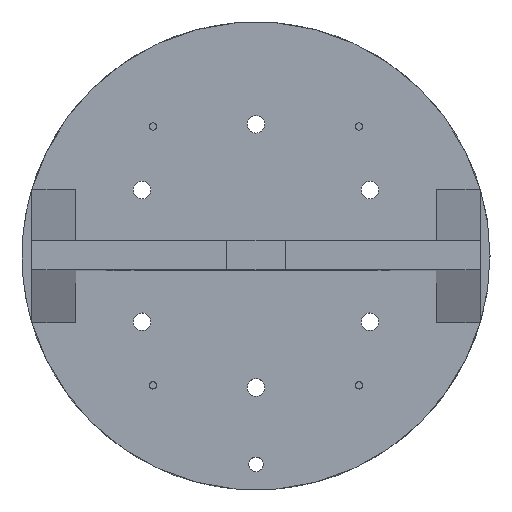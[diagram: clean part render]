
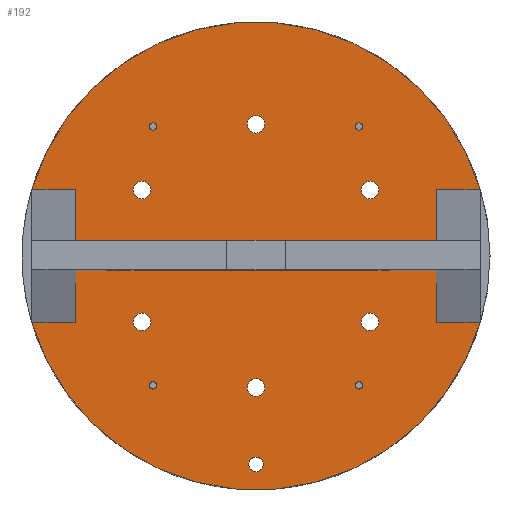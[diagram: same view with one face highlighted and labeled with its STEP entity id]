
A CAD part, top view. The second image highlights one B-rep face of the part: STEP entity #192.
In plain terms, the highlighted planar face has unit normal (0, 0, 1).
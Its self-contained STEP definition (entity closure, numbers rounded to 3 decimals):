
#192=ADVANCED_FACE('',(#733,#735,#737,#739,#741,#743,#745,#747,#749,#751,#753,#755,
#757),#759,.T.);
#733=FACE_BOUND('',#734,.T.);
#734=EDGE_LOOP('',(#1225,#1226,#1227,#1228,#1229,#1230,#1231,#1232,#1233,#1234,#1235,
#1236,#1237,#1238,#1239,#1240));
#735=FACE_BOUND('',#736,.T.);
#736=EDGE_LOOP('',(#1241));
#737=FACE_BOUND('',#738,.T.);
#738=EDGE_LOOP('',(#1242));
#739=FACE_BOUND('',#740,.T.);
#740=EDGE_LOOP('',(#1243));
#741=FACE_BOUND('',#742,.T.);
#742=EDGE_LOOP('',(#1244));
#743=FACE_BOUND('',#744,.T.);
#744=EDGE_LOOP('',(#1245));
#745=FACE_BOUND('',#746,.T.);
#746=EDGE_LOOP('',(#1246));
#747=FACE_BOUND('',#748,.T.);
#748=EDGE_LOOP('',(#1247));
#749=FACE_BOUND('',#750,.T.);
#750=EDGE_LOOP('',(#1248));
#751=FACE_BOUND('',#752,.T.);
#752=EDGE_LOOP('',(#1249));
#753=FACE_BOUND('',#754,.T.);
#754=EDGE_LOOP('',(#1250));
#755=FACE_BOUND('',#756,.T.);
#756=EDGE_LOOP('',(#1251));
#757=FACE_BOUND('',#758,.T.);
#758=EDGE_LOOP('',(#1252));
#759=PLANE('',#760);
#760=AXIS2_PLACEMENT_3D('',#761,#762,#763);
#761=CARTESIAN_POINT('',(0.,0.,10.));
#762=DIRECTION('',(0.,0.,1.));
#763=DIRECTION('',(-1.,0.,0.));
#1225=ORIENTED_EDGE('',*,*,#1402,.T.);
#1226=ORIENTED_EDGE('',*,*,#1417,.F.);
#1227=ORIENTED_EDGE('',*,*,#1390,.F.);
#1228=ORIENTED_EDGE('',*,*,#1418,.F.);
#1229=ORIENTED_EDGE('',*,*,#1419,.F.);
#1230=ORIENTED_EDGE('',*,*,#1420,.F.);
#1231=ORIENTED_EDGE('',*,*,#1406,.F.);
#1232=ORIENTED_EDGE('',*,*,#1421,.T.);
#1233=ORIENTED_EDGE('',*,*,#1410,.F.);
#1234=ORIENTED_EDGE('',*,*,#1422,.F.);
#1235=ORIENTED_EDGE('',*,*,#1423,.F.);
#1236=ORIENTED_EDGE('',*,*,#1424,.F.);
#1237=ORIENTED_EDGE('',*,*,#1386,.F.);
#1238=ORIENTED_EDGE('',*,*,#1416,.F.);
#1239=ORIENTED_EDGE('',*,*,#1415,.T.);
#1240=ORIENTED_EDGE('',*,*,#1425,.T.);
#1241=ORIENTED_EDGE('',*,*,#1426,.T.);
#1242=ORIENTED_EDGE('',*,*,#1427,.T.);
#1243=ORIENTED_EDGE('',*,*,#1428,.T.);
#1244=ORIENTED_EDGE('',*,*,#1429,.T.);
#1245=ORIENTED_EDGE('',*,*,#1430,.T.);
#1246=ORIENTED_EDGE('',*,*,#1431,.T.);
#1247=ORIENTED_EDGE('',*,*,#1432,.T.);
#1248=ORIENTED_EDGE('',*,*,#1433,.T.);
#1249=ORIENTED_EDGE('',*,*,#1434,.T.);
#1250=ORIENTED_EDGE('',*,*,#1435,.T.);
#1251=ORIENTED_EDGE('',*,*,#1436,.T.);
#1252=ORIENTED_EDGE('',*,*,#1437,.T.);
#1386=EDGE_CURVE('',#1517,#1519,#1520,.T.);
#1390=EDGE_CURVE('',#1525,#1527,#1528,.T.);
#1402=EDGE_CURVE('',#1550,#1548,#1551,.T.);
#1406=EDGE_CURVE('',#1553,#1556,#1557,.T.);
#1410=EDGE_CURVE('',#1562,#1564,#1565,.T.);
#1415=EDGE_CURVE('',#1570,#1567,#1572,.T.);
#1416=EDGE_CURVE('',#1570,#1517,#1573,.T.);
#1417=EDGE_CURVE('',#1527,#1548,#1574,.T.);
#1418=EDGE_CURVE('',#1575,#1525,#1576,.T.);
#1419=EDGE_CURVE('',#1577,#1575,#1578,.T.);
#1420=EDGE_CURVE('',#1556,#1577,#1579,.T.);
#1421=EDGE_CURVE('',#1553,#1564,#1580,.T.);
#1422=EDGE_CURVE('',#1581,#1562,#1582,.T.);
#1423=EDGE_CURVE('',#1583,#1581,#1584,.T.);
#1424=EDGE_CURVE('',#1519,#1583,#1585,.T.);
#1425=EDGE_CURVE('',#1567,#1550,#1586,.T.);
#1426=EDGE_CURVE('',#1587,#1587,#1588,.F.);
#1427=EDGE_CURVE('',#1589,#1589,#1590,.F.);
#1428=EDGE_CURVE('',#1591,#1591,#1592,.F.);
#1429=EDGE_CURVE('',#1593,#1593,#1594,.F.);
#1430=EDGE_CURVE('',#1595,#1595,#1596,.F.);
#1431=EDGE_CURVE('',#1597,#1597,#1598,.F.);
#1432=EDGE_CURVE('',#1599,#1599,#1600,.F.);
#1433=EDGE_CURVE('',#1601,#1601,#1602,.F.);
#1434=EDGE_CURVE('',#1603,#1603,#1604,.F.);
#1435=EDGE_CURVE('',#1605,#1605,#1606,.F.);
#1436=EDGE_CURVE('',#1607,#1607,#1608,.F.);
#1437=EDGE_CURVE('',#1609,#1609,#1610,.F.);
#1517=VERTEX_POINT('',#1771);
#1519=VERTEX_POINT('',#1775);
#1520=LINE('',#1776,#1777);
#1525=VERTEX_POINT('',#1787);
#1527=VERTEX_POINT('',#1791);
#1528=LINE('',#1792,#1793);
#1548=VERTEX_POINT('',#1843);
#1550=VERTEX_POINT('',#1847);
#1551=LINE('',#1848,#1849);
#1553=VERTEX_POINT('',#1854);
#1556=VERTEX_POINT('',#1861);
#1557=LINE('',#1862,#1863);
#1562=VERTEX_POINT('',#1873);
#1564=VERTEX_POINT('',#1877);
#1565=LINE('',#1878,#1879);
#1567=VERTEX_POINT('',#1884);
#1570=VERTEX_POINT('',#1891);
#1572=LINE('',#1895,#1896);
#1573=LINE('',#1898,#1899);
#1574=LINE('',#1901,#1902);
#1575=VERTEX_POINT('',#1904);
#1576=LINE('',#1905,#1906);
#1577=VERTEX_POINT('',#1908);
#1578=LINE('',#1909,#1910);
#1579=LINE('',#1912,#1913);
#1580=CIRCLE('',#1915,80.);
#1581=VERTEX_POINT('',#1919);
#1582=LINE('',#1920,#1921);
#1583=VERTEX_POINT('',#1923);
#1584=LINE('',#1924,#1925);
#1585=LINE('',#1927,#1928);
#1586=CIRCLE('',#1930,80.);
#1587=VERTEX_POINT('',#1934);
#1588=CIRCLE('',#1935,3.);
#1589=VERTEX_POINT('',#1939);
#1590=CIRCLE('',#1940,3.);
#1591=VERTEX_POINT('',#1944);
#1592=CIRCLE('',#1945,3.);
#1593=VERTEX_POINT('',#1949);
#1594=CIRCLE('',#1950,3.);
#1595=VERTEX_POINT('',#1954);
#1596=CIRCLE('',#1955,3.);
#1597=VERTEX_POINT('',#1959);
#1598=CIRCLE('',#1960,3.);
#1599=VERTEX_POINT('',#1964);
#1600=CIRCLE('',#1965,3.);
#1601=VERTEX_POINT('',#1969);
#1602=CIRCLE('',#1970,1.25);
#1603=VERTEX_POINT('',#1974);
#1604=CIRCLE('',#1975,1.25);
#1605=VERTEX_POINT('',#1979);
#1606=CIRCLE('',#1980,1.25);
#1607=VERTEX_POINT('',#1984);
#1608=CIRCLE('',#1985,1.25);
#1609=VERTEX_POINT('',#1989);
#1610=CIRCLE('',#1990,2.5);
#1771=CARTESIAN_POINT('',(-61.683,-4.997,10.));
#1775=CARTESIAN_POINT('',(-41.683,-4.997,10.));
#1776=CARTESIAN_POINT('',(-61.683,-4.997,10.));
#1777=VECTOR('',#1778,1.);
#1778=DIRECTION('',(1.,0.,0.));
#1787=CARTESIAN_POINT('',(41.683,-4.997,10.));
#1791=CARTESIAN_POINT('',(61.683,-4.997,10.));
#1792=CARTESIAN_POINT('',(41.683,-4.997,10.));
#1793=VECTOR('',#1794,1.);
#1794=DIRECTION('',(1.,0.,0.));
#1843=CARTESIAN_POINT('',(61.683,-22.796,10.));
#1847=CARTESIAN_POINT('',(76.683,-22.796,10.));
#1848=CARTESIAN_POINT('',(76.683,-22.796,10.));
#1849=VECTOR('',#1850,1.);
#1850=DIRECTION('',(-1.,0.,0.));
#1854=CARTESIAN_POINT('',(76.683,22.796,10.));
#1861=CARTESIAN_POINT('',(61.683,22.796,10.));
#1862=CARTESIAN_POINT('',(76.683,22.796,10.));
#1863=VECTOR('',#1864,1.);
#1864=DIRECTION('',(-1.,0.,0.));
#1873=CARTESIAN_POINT('',(-61.683,22.796,10.));
#1877=CARTESIAN_POINT('',(-76.683,22.796,10.));
#1878=CARTESIAN_POINT('',(-61.683,22.796,10.));
#1879=VECTOR('',#1880,1.);
#1880=DIRECTION('',(-1.,0.,0.));
#1884=CARTESIAN_POINT('',(-76.683,-22.796,10.));
#1891=CARTESIAN_POINT('',(-61.683,-22.796,10.));
#1895=CARTESIAN_POINT('',(-61.683,-22.796,10.));
#1896=VECTOR('',#1897,1.);
#1897=DIRECTION('',(-1.,0.,0.));
#1898=CARTESIAN_POINT('',(-61.683,-22.796,10.));
#1899=VECTOR('',#1900,1.);
#1900=DIRECTION('',(0.,1.,0.));
#1901=CARTESIAN_POINT('',(61.683,-4.997,10.));
#1902=VECTOR('',#1903,1.);
#1903=DIRECTION('',(0.,-1.,0.));
#1904=CARTESIAN_POINT('',(41.683,5.003,10.));
#1905=CARTESIAN_POINT('',(41.683,5.003,10.));
#1906=VECTOR('',#1907,1.);
#1907=DIRECTION('',(0.,-1.,0.));
#1908=CARTESIAN_POINT('',(61.683,5.003,10.));
#1909=CARTESIAN_POINT('',(61.683,5.003,10.));
#1910=VECTOR('',#1911,1.);
#1911=DIRECTION('',(-1.,0.,0.));
#1912=CARTESIAN_POINT('',(61.683,22.796,10.));
#1913=VECTOR('',#1914,1.);
#1914=DIRECTION('',(0.,-1.,0.));
#1915=AXIS2_PLACEMENT_3D('',#1916,#1917,#1918);
#1916=CARTESIAN_POINT('',(0.,0.,10.));
#1917=DIRECTION('',(0.,0.,1.));
#1918=DIRECTION('',(0.959,0.285,0.));
#1919=CARTESIAN_POINT('',(-61.683,5.003,10.));
#1920=CARTESIAN_POINT('',(-61.683,5.003,10.));
#1921=VECTOR('',#1922,1.);
#1922=DIRECTION('',(0.,1.,0.));
#1923=CARTESIAN_POINT('',(-41.683,5.003,10.));
#1924=CARTESIAN_POINT('',(-41.683,5.003,10.));
#1925=VECTOR('',#1926,1.);
#1926=DIRECTION('',(-1.,0.,0.));
#1927=CARTESIAN_POINT('',(-41.683,-4.997,10.));
#1928=VECTOR('',#1929,1.);
#1929=DIRECTION('',(0.,1.,0.));
#1930=AXIS2_PLACEMENT_3D('',#1931,#1932,#1933);
#1931=CARTESIAN_POINT('',(0.,0.,10.));
#1932=DIRECTION('',(0.,0.,1.));
#1933=DIRECTION('',(-0.959,-0.285,0.));
#1934=CARTESIAN_POINT('',(-3.,0.,10.));
#1935=AXIS2_PLACEMENT_3D('',#1936,#1937,#1938);
#1936=CARTESIAN_POINT('',(0.,0.,10.));
#1937=DIRECTION('',(0.,0.,1.));
#1938=DIRECTION('',(-1.,0.,0.));
#1939=CARTESIAN_POINT('',(-3.,-45.,10.));
#1940=AXIS2_PLACEMENT_3D('',#1941,#1942,#1943);
#1941=CARTESIAN_POINT('',(0.,-45.,10.));
#1942=DIRECTION('',(0.,0.,1.));
#1943=DIRECTION('',(-1.,0.,0.));
#1944=CARTESIAN_POINT('',(-41.971,-22.5,10.));
#1945=AXIS2_PLACEMENT_3D('',#1946,#1947,#1948);
#1946=CARTESIAN_POINT('',(-38.971,-22.5,10.));
#1947=DIRECTION('',(0.,0.,1.));
#1948=DIRECTION('',(-1.,0.,0.));
#1949=CARTESIAN_POINT('',(-41.971,22.5,10.));
#1950=AXIS2_PLACEMENT_3D('',#1951,#1952,#1953);
#1951=CARTESIAN_POINT('',(-38.971,22.5,10.));
#1952=DIRECTION('',(0.,0.,1.));
#1953=DIRECTION('',(-1.,0.,0.));
#1954=CARTESIAN_POINT('',(35.971,22.5,10.));
#1955=AXIS2_PLACEMENT_3D('',#1956,#1957,#1958);
#1956=CARTESIAN_POINT('',(38.971,22.5,10.));
#1957=DIRECTION('',(0.,0.,1.));
#1958=DIRECTION('',(-1.,0.,0.));
#1959=CARTESIAN_POINT('',(-3.,45.,10.));
#1960=AXIS2_PLACEMENT_3D('',#1961,#1962,#1963);
#1961=CARTESIAN_POINT('',(0.,45.,10.));
#1962=DIRECTION('',(0.,0.,1.));
#1963=DIRECTION('',(-1.,0.,0.));
#1964=CARTESIAN_POINT('',(35.971,-22.5,10.));
#1965=AXIS2_PLACEMENT_3D('',#1966,#1967,#1968);
#1966=CARTESIAN_POINT('',(38.971,-22.5,10.));
#1967=DIRECTION('',(0.,0.,1.));
#1968=DIRECTION('',(-1.,0.,0.));
#1969=CARTESIAN_POINT('',(34.,44.25,10.));
#1970=AXIS2_PLACEMENT_3D('',#1971,#1972,#1973);
#1971=CARTESIAN_POINT('',(35.25,44.25,10.));
#1972=DIRECTION('',(0.,0.,1.));
#1973=DIRECTION('',(-1.,0.,0.));
#1974=CARTESIAN_POINT('',(-36.5,44.25,10.));
#1975=AXIS2_PLACEMENT_3D('',#1976,#1977,#1978);
#1976=CARTESIAN_POINT('',(-35.25,44.25,10.));
#1977=DIRECTION('',(0.,0.,1.));
#1978=DIRECTION('',(-1.,0.,0.));
#1979=CARTESIAN_POINT('',(-36.5,-44.25,10.));
#1980=AXIS2_PLACEMENT_3D('',#1981,#1982,#1983);
#1981=CARTESIAN_POINT('',(-35.25,-44.25,10.));
#1982=DIRECTION('',(0.,0.,1.));
#1983=DIRECTION('',(-1.,0.,0.));
#1984=CARTESIAN_POINT('',(34.,-44.25,10.));
#1985=AXIS2_PLACEMENT_3D('',#1986,#1987,#1988);
#1986=CARTESIAN_POINT('',(35.25,-44.25,10.));
#1987=DIRECTION('',(0.,0.,1.));
#1988=DIRECTION('',(-1.,0.,0.));
#1989=CARTESIAN_POINT('',(2.5,-71.236,10.));
#1990=AXIS2_PLACEMENT_3D('',#1991,#1992,#1993);
#1991=CARTESIAN_POINT('',(0.,-71.236,10.));
#1992=DIRECTION('',(0.,0.,1.));
#1993=DIRECTION('',(1.,0.,0.));
